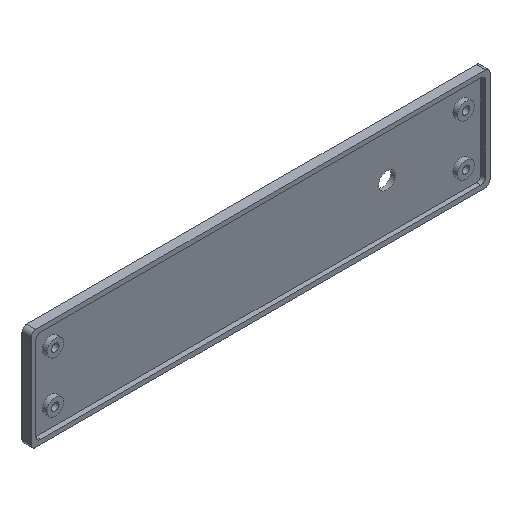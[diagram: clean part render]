
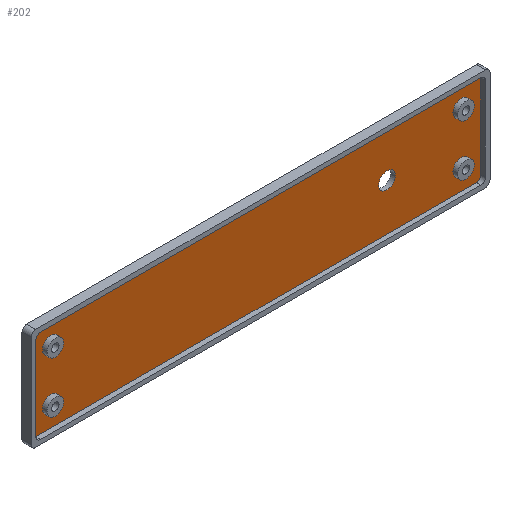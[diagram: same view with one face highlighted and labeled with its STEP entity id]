
A CAD part, isometric view. The second image highlights one B-rep face of the part: STEP entity #202.
In plain terms, the highlighted planar face has unit normal (0, -1, 0).
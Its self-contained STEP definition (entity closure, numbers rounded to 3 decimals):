
#27=CARTESIAN_POINT('',(-425.8,-78.,686.75));
#28=DIRECTION('',(0.,-1.,0.));
#29=DIRECTION('',(0.,0.,-1.));
#30=AXIS2_PLACEMENT_3D('',#27,#28,#29);
#31=PLANE('',#30);
#32=CARTESIAN_POINT('',(-351.425,-78.,739.095));
#33=VERTEX_POINT('',#32);
#34=CARTESIAN_POINT('',(-358.625,-78.,739.095));
#35=VERTEX_POINT('',#34);
#36=CARTESIAN_POINT('',(-355.025,-78.,739.095));
#37=DIRECTION('',(-0.,1.,-0.));
#38=DIRECTION('',(1.,0.,0.));
#39=AXIS2_PLACEMENT_3D('',#36,#37,#38);
#40=CIRCLE('',#39,3.6);
#41=EDGE_CURVE('',#33,#35,#40,.T.);
#42=ORIENTED_EDGE('',*,*,#41,.T.);
#43=CARTESIAN_POINT('',(-355.025,-78.,739.095));
#44=DIRECTION('',(-0.,1.,-0.));
#45=DIRECTION('',(1.,0.,0.));
#46=AXIS2_PLACEMENT_3D('',#43,#44,#45);
#47=CIRCLE('',#46,3.6);
#48=EDGE_CURVE('',#35,#33,#47,.T.);
#49=ORIENTED_EDGE('',*,*,#48,.T.);
#50=EDGE_LOOP('',(#42,#49));
#51=FACE_BOUND('',#50,.T.);
#52=CARTESIAN_POINT('',(-509.8,-78.,757.305));
#53=VERTEX_POINT('',#52);
#54=CARTESIAN_POINT('',(-509.8,-78.,720.855));
#55=VERTEX_POINT('',#54);
#56=CARTESIAN_POINT('',(-509.8,-78.,757.305));
#57=DIRECTION('',(0.,0.,-1.));
#58=VECTOR('',#57,36.45);
#59=LINE('',#56,#58);
#60=EDGE_CURVE('',#53,#55,#59,.T.);
#61=ORIENTED_EDGE('',*,*,#60,.T.);
#62=CARTESIAN_POINT('',(-507.8,-78.,718.855));
#63=VERTEX_POINT('',#62);
#64=CARTESIAN_POINT('',(-507.8,-78.,720.855));
#65=DIRECTION('',(0.,-1.,0.));
#66=DIRECTION('',(1.,0.,0.));
#67=AXIS2_PLACEMENT_3D('',#64,#65,#66);
#68=CIRCLE('',#67,2.);
#69=EDGE_CURVE('',#55,#63,#68,.T.);
#70=ORIENTED_EDGE('',*,*,#69,.T.);
#71=CARTESIAN_POINT('',(-316.2,-78.,718.855));
#72=VERTEX_POINT('',#71);
#73=CARTESIAN_POINT('',(-507.8,-78.,718.855));
#74=DIRECTION('',(1.,0.,0.));
#75=VECTOR('',#74,191.6);
#76=LINE('',#73,#75);
#77=EDGE_CURVE('',#63,#72,#76,.T.);
#78=ORIENTED_EDGE('',*,*,#77,.T.);
#79=CARTESIAN_POINT('',(-314.2,-78.,720.855));
#80=VERTEX_POINT('',#79);
#81=CARTESIAN_POINT('',(-316.2,-78.,720.855));
#82=DIRECTION('',(-0.,1.,0.));
#83=DIRECTION('',(-1.,-0.,0.));
#84=AXIS2_PLACEMENT_3D('',#81,#82,#83);
#85=CIRCLE('',#84,2.);
#86=EDGE_CURVE('',#80,#72,#85,.T.);
#87=ORIENTED_EDGE('',*,*,#86,.F.);
#88=CARTESIAN_POINT('',(-314.2,-78.,757.305));
#89=VERTEX_POINT('',#88);
#90=CARTESIAN_POINT('',(-314.2,-78.,757.305));
#91=DIRECTION('',(0.,0.,-1.));
#92=VECTOR('',#91,36.45);
#93=LINE('',#90,#92);
#94=EDGE_CURVE('',#89,#80,#93,.T.);
#95=ORIENTED_EDGE('',*,*,#94,.F.);
#96=CARTESIAN_POINT('',(-316.2,-78.,759.305));
#97=VERTEX_POINT('',#96);
#98=CARTESIAN_POINT('',(-316.2,-78.,757.305));
#99=DIRECTION('',(-0.,1.,0.));
#100=DIRECTION('',(-1.,-0.,0.));
#101=AXIS2_PLACEMENT_3D('',#98,#99,#100);
#102=CIRCLE('',#101,2.);
#103=EDGE_CURVE('',#97,#89,#102,.T.);
#104=ORIENTED_EDGE('',*,*,#103,.F.);
#105=CARTESIAN_POINT('',(-507.8,-78.,759.305));
#106=VERTEX_POINT('',#105);
#107=CARTESIAN_POINT('',(-316.2,-78.,759.305));
#108=DIRECTION('',(-1.,-0.,0.));
#109=VECTOR('',#108,191.6);
#110=LINE('',#107,#109);
#111=EDGE_CURVE('',#97,#106,#110,.T.);
#112=ORIENTED_EDGE('',*,*,#111,.T.);
#113=CARTESIAN_POINT('',(-507.8,-78.,757.305));
#114=DIRECTION('',(0.,-1.,0.));
#115=DIRECTION('',(1.,0.,0.));
#116=AXIS2_PLACEMENT_3D('',#113,#114,#115);
#117=CIRCLE('',#116,2.);
#118=EDGE_CURVE('',#106,#53,#117,.T.);
#119=ORIENTED_EDGE('',*,*,#118,.T.);
#120=EDGE_LOOP('',(#61,#70,#78,#87,#95,#104,#112,#119));
#121=FACE_BOUND('',#120,.T.);
#122=CARTESIAN_POINT('',(-504.9,-78.,750.225));
#123=VERTEX_POINT('',#122);
#124=CARTESIAN_POINT('',(-497.7,-78.,750.225));
#125=VERTEX_POINT('',#124);
#126=CARTESIAN_POINT('',(-501.3,-78.,750.225));
#127=DIRECTION('',(0.,-1.,0.));
#128=DIRECTION('',(1.,0.,0.));
#129=AXIS2_PLACEMENT_3D('',#126,#127,#128);
#130=CIRCLE('',#129,3.6);
#131=EDGE_CURVE('',#123,#125,#130,.T.);
#132=ORIENTED_EDGE('',*,*,#131,.F.);
#133=CARTESIAN_POINT('',(-501.3,-78.,750.225));
#134=DIRECTION('',(0.,-1.,0.));
#135=DIRECTION('',(1.,0.,0.));
#136=AXIS2_PLACEMENT_3D('',#133,#134,#135);
#137=CIRCLE('',#136,3.6);
#138=EDGE_CURVE('',#125,#123,#137,.T.);
#139=ORIENTED_EDGE('',*,*,#138,.F.);
#140=EDGE_LOOP('',(#132,#139));
#141=FACE_BOUND('',#140,.T.);
#142=CARTESIAN_POINT('',(-504.9,-78.,727.975));
#143=VERTEX_POINT('',#142);
#144=CARTESIAN_POINT('',(-497.7,-78.,727.975));
#145=VERTEX_POINT('',#144);
#146=CARTESIAN_POINT('',(-501.3,-78.,727.975));
#147=DIRECTION('',(0.,-1.,0.));
#148=DIRECTION('',(1.,0.,0.));
#149=AXIS2_PLACEMENT_3D('',#146,#147,#148);
#150=CIRCLE('',#149,3.6);
#151=EDGE_CURVE('',#143,#145,#150,.T.);
#152=ORIENTED_EDGE('',*,*,#151,.F.);
#153=CARTESIAN_POINT('',(-501.3,-78.,727.975));
#154=DIRECTION('',(0.,-1.,0.));
#155=DIRECTION('',(1.,0.,0.));
#156=AXIS2_PLACEMENT_3D('',#153,#154,#155);
#157=CIRCLE('',#156,3.6);
#158=EDGE_CURVE('',#145,#143,#157,.T.);
#159=ORIENTED_EDGE('',*,*,#158,.F.);
#160=EDGE_LOOP('',(#152,#159));
#161=FACE_BOUND('',#160,.T.);
#162=CARTESIAN_POINT('',(-326.3,-78.,750.225));
#163=VERTEX_POINT('',#162);
#164=CARTESIAN_POINT('',(-319.1,-78.,750.225));
#165=VERTEX_POINT('',#164);
#166=CARTESIAN_POINT('',(-322.7,-78.,750.225));
#167=DIRECTION('',(-0.,1.,0.));
#168=DIRECTION('',(-1.,-0.,0.));
#169=AXIS2_PLACEMENT_3D('',#166,#167,#168);
#170=CIRCLE('',#169,3.6);
#171=EDGE_CURVE('',#163,#165,#170,.T.);
#172=ORIENTED_EDGE('',*,*,#171,.T.);
#173=CARTESIAN_POINT('',(-322.7,-78.,750.225));
#174=DIRECTION('',(-0.,1.,0.));
#175=DIRECTION('',(-1.,-0.,0.));
#176=AXIS2_PLACEMENT_3D('',#173,#174,#175);
#177=CIRCLE('',#176,3.6);
#178=EDGE_CURVE('',#165,#163,#177,.T.);
#179=ORIENTED_EDGE('',*,*,#178,.T.);
#180=EDGE_LOOP('',(#172,#179));
#181=FACE_BOUND('',#180,.T.);
#182=CARTESIAN_POINT('',(-326.3,-78.,727.975));
#183=VERTEX_POINT('',#182);
#184=CARTESIAN_POINT('',(-319.1,-78.,727.975));
#185=VERTEX_POINT('',#184);
#186=CARTESIAN_POINT('',(-322.7,-78.,727.975));
#187=DIRECTION('',(-0.,1.,0.));
#188=DIRECTION('',(-1.,-0.,0.));
#189=AXIS2_PLACEMENT_3D('',#186,#187,#188);
#190=CIRCLE('',#189,3.6);
#191=EDGE_CURVE('',#183,#185,#190,.T.);
#192=ORIENTED_EDGE('',*,*,#191,.T.);
#193=CARTESIAN_POINT('',(-322.7,-78.,727.975));
#194=DIRECTION('',(-0.,1.,0.));
#195=DIRECTION('',(-1.,-0.,0.));
#196=AXIS2_PLACEMENT_3D('',#193,#194,#195);
#197=CIRCLE('',#196,3.6);
#198=EDGE_CURVE('',#185,#183,#197,.T.);
#199=ORIENTED_EDGE('',*,*,#198,.T.);
#200=EDGE_LOOP('',(#192,#199));
#201=FACE_BOUND('',#200,.T.);
#202=ADVANCED_FACE('',(#51,#121,#141,#161,#181,#201),#31,.T.);
